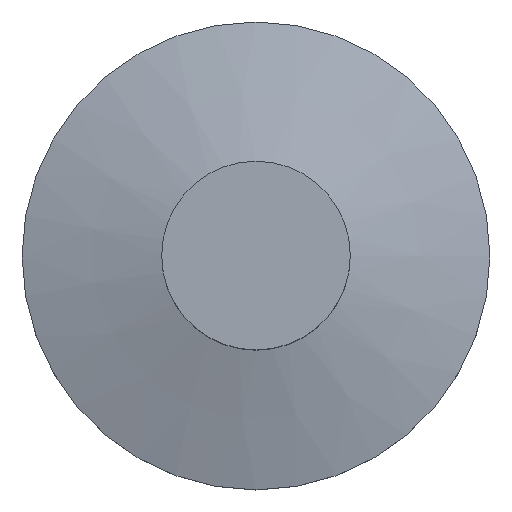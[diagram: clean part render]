
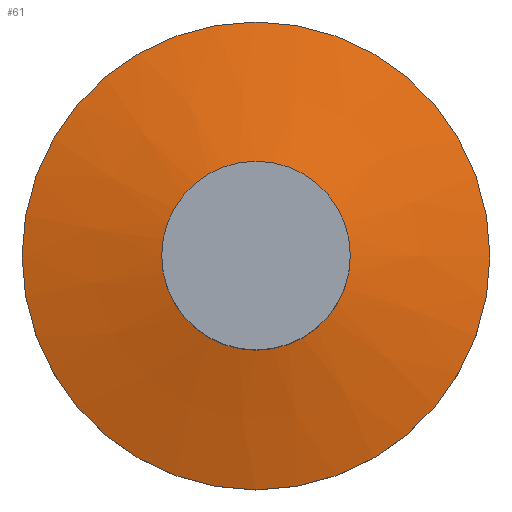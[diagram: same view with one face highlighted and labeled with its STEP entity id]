
A CAD part, top view. The second image highlights one B-rep face of the part: STEP entity #61.
In plain terms, the highlighted conical face has half-angle 74.876 degrees and reference radius 31 mm.
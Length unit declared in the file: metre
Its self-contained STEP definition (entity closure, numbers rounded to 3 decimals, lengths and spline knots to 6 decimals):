
#61 = ADVANCED_FACE( '', ( #126, #127 ), #128, .T. );
#126 = FACE_BOUND( '', #183, .T. );
#127 = FACE_OUTER_BOUND( '', #184, .T. );
#128 = CONICAL_SURFACE( '', #185, 0.031, 1.307 );
#183 = EDGE_LOOP( '', ( #258 ) );
#184 = EDGE_LOOP( '', ( #259 ) );
#185 = AXIS2_PLACEMENT_3D( '', #260, #261, #262 );
#258 = ORIENTED_EDGE( '', *, *, #280, .F. );
#259 = ORIENTED_EDGE( '', *, *, #284, .T. );
#260 = CARTESIAN_POINT( '', ( 0., 0., 0.04 ) );
#261 = DIRECTION( '', ( 0., 0., -1. ) );
#262 = DIRECTION( '', ( -1., 0., 0. ) );
#280 = EDGE_CURVE( '', #314, #314, #315, .T. );
#284 = EDGE_CURVE( '', #320, #320, #321, .T. );
#314 = VERTEX_POINT( '', #351 );
#315 = CIRCLE( '', #352, 0.0125 );
#320 = VERTEX_POINT( '', #357 );
#321 = CIRCLE( '', #358, 0.031 );
#351 = CARTESIAN_POINT( '', ( 0.0125, 0., 0.045 ) );
#352 = AXIS2_PLACEMENT_3D( '', #389, #390, #391 );
#357 = CARTESIAN_POINT( '', ( 0.031, 0., 0.04 ) );
#358 = AXIS2_PLACEMENT_3D( '', #395, #396, #397 );
#389 = CARTESIAN_POINT( '', ( 0., 0., 0.045 ) );
#390 = DIRECTION( '', ( 0., 0., 1. ) );
#391 = DIRECTION( '', ( 1., 0., 0. ) );
#395 = CARTESIAN_POINT( '', ( 0., 0., 0.04 ) );
#396 = DIRECTION( '', ( 0., 0., 1. ) );
#397 = DIRECTION( '', ( 1., 0., 0. ) );
